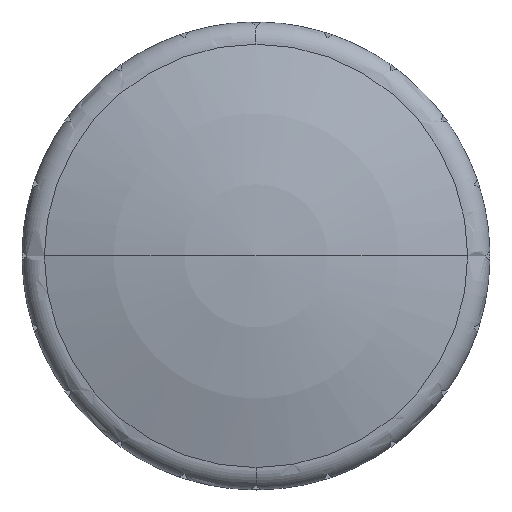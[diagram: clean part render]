
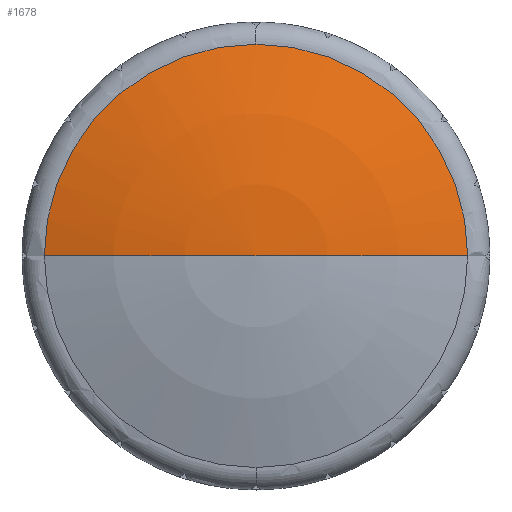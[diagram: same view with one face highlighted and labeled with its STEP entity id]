
A CAD part, top view. The second image highlights one B-rep face of the part: STEP entity #1678.
In plain terms, the highlighted spherical face has radius 30.834 mm.
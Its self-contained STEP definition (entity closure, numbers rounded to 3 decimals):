
#902=EDGE_CURVE('',#2158,#2008,#2362,.T.);
#1382=VERTEX_POINT('',#2887);
#1678=ADVANCED_FACE('',(#3213),#3214,.T.);
#1874=VERTEX_POINT('',#3431);
#1900=EDGE_CURVE('',#2158,#1382,#3460,.T.);
#1982=EDGE_CURVE('',#1382,#1874,#3550,.T.);
#2008=VERTEX_POINT('',#3582);
#2092=EDGE_CURVE('',#2008,#1874,#3673,.T.);
#2158=VERTEX_POINT('',#3742);
#2362=CIRCLE('',#4046,9.5);
#2887=CARTESIAN_POINT('',(0.0,0.0,16.5));
#3213=FACE_OUTER_BOUND('',#5568,.T.);
#3214=SPHERICAL_SURFACE('',#5569,30.834);
#3431=CARTESIAN_POINT('',(-9.5,0.,15.));
#3460=CIRCLE('',#6013,30.834);
#3550=CIRCLE('',#6167,30.834);
#3582=CARTESIAN_POINT('',(0.,9.5,15.));
#3673=CIRCLE('',#6347,9.5);
#3742=CARTESIAN_POINT('',(9.5,0.,15.));
#4046=AXIS2_PLACEMENT_3D('',#6689,#6690,#6691);
#5568=EDGE_LOOP('',(#7606,#7607,#7608,#7609));
#5569=AXIS2_PLACEMENT_3D('',#7610,#7611,#7612);
#6013=AXIS2_PLACEMENT_3D('',#7908,#7909,#7910);
#6167=AXIS2_PLACEMENT_3D('',#8002,#8003,#8004);
#6347=AXIS2_PLACEMENT_3D('',#8160,#8161,#8162);
#6689=CARTESIAN_POINT('',(0.0,0.,15.));
#6690=DIRECTION('',(0.0,0.,1.0));
#6691=DIRECTION('',(-1.0,0.0,0.0));
#7606=ORIENTED_EDGE('',*,*,#1900,.F.);
#7607=ORIENTED_EDGE('',*,*,#902,.T.);
#7608=ORIENTED_EDGE('',*,*,#2092,.T.);
#7609=ORIENTED_EDGE('',*,*,#1982,.F.);
#7610=CARTESIAN_POINT('',(0.0,0.0,-14.334));
#7611=DIRECTION('',(0.0,0.0,1.0));
#7612=DIRECTION('',(1.0,0.0,0.0));
#7908=CARTESIAN_POINT('',(0.0,0.0,-14.334));
#7909=DIRECTION('',(0.,-1.0,0.0));
#7910=DIRECTION('',(0.0,0.0,1.0));
#8002=CARTESIAN_POINT('',(0.0,0.0,-14.334));
#8003=DIRECTION('',(0.,-1.0,0.0));
#8004=DIRECTION('',(0.0,0.0,1.0));
#8160=CARTESIAN_POINT('',(0.0,0.,15.));
#8161=DIRECTION('',(0.0,0.,1.0));
#8162=DIRECTION('',(-1.0,0.0,0.0));
